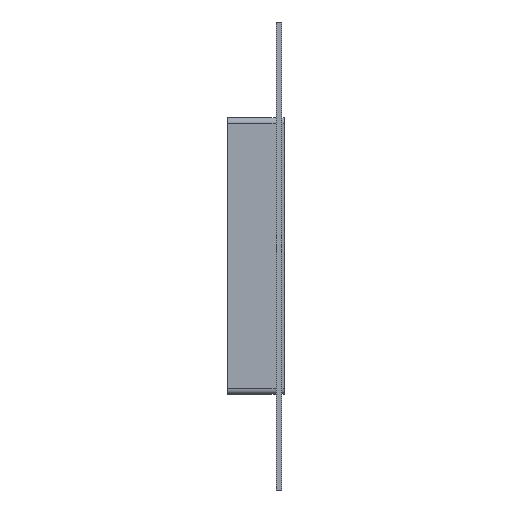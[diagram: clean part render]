
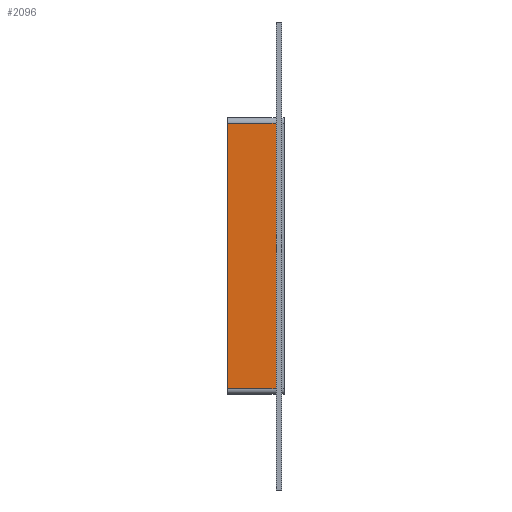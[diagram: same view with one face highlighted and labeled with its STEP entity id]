
A CAD part, left-side view. The second image highlights one B-rep face of the part: STEP entity #2096.
In plain terms, the highlighted planar face has unit normal (-1, 0, 0).
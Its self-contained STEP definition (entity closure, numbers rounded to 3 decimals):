
#1367=CARTESIAN_POINT('',(-392.5,6.,-139.0));
#1368=VERTEX_POINT('',#1367);
#1418=CARTESIAN_POINT('',(-392.5,6.,139.));
#1419=VERTEX_POINT('',#1418);
#1427=CARTESIAN_POINT('',(-392.5,6.,-139.0));
#1428=DIRECTION('',(0.0,0.0,1.0));
#1429=VECTOR('',#1428,278.);
#1430=LINE('',#1427,#1429);
#1431=EDGE_CURVE('',#1368,#1419,#1430,.T.);
#2054=CARTESIAN_POINT('',(-392.5,57.0,-139.0));
#2055=VERTEX_POINT('',#2054);
#2056=CARTESIAN_POINT('',(-392.5,6.,-139.0));
#2057=DIRECTION('',(0.0,1.0,0.0));
#2058=VECTOR('',#2057,51.0);
#2059=LINE('',#2056,#2058);
#2060=EDGE_CURVE('',#1368,#2055,#2059,.T.);
#2073=CARTESIAN_POINT('',(-392.5,0.0,-145.));
#2074=DIRECTION('',(-1.0,0.0,0.0));
#2075=DIRECTION('',(0.0,0.0,1.0));
#2076=AXIS2_PLACEMENT_3D('',#2073,#2074,#2075);
#2077=PLANE('',#2076);
#2078=ORIENTED_EDGE('',*,*,#1431,.T.);
#2079=CARTESIAN_POINT('',(-392.5,57.0,139.0));
#2080=VERTEX_POINT('',#2079);
#2081=CARTESIAN_POINT('',(-392.5,57.0,139.));
#2082=DIRECTION('',(0.0,-1.0,0.0));
#2083=VECTOR('',#2082,51.0);
#2084=LINE('',#2081,#2083);
#2085=EDGE_CURVE('',#2080,#1419,#2084,.T.);
#2086=ORIENTED_EDGE('',*,*,#2085,.F.);
#2087=CARTESIAN_POINT('',(-392.5,57.0,-139.));
#2088=DIRECTION('',(0.0,0.0,1.0));
#2089=VECTOR('',#2088,278.0);
#2090=LINE('',#2087,#2089);
#2091=EDGE_CURVE('',#2055,#2080,#2090,.T.);
#2092=ORIENTED_EDGE('',*,*,#2091,.F.);
#2093=ORIENTED_EDGE('',*,*,#2060,.F.);
#2094=EDGE_LOOP('',(#2078,#2086,#2092,#2093));
#2095=FACE_OUTER_BOUND('',#2094,.T.);
#2096=ADVANCED_FACE('',(#2095),#2077,.T.);
